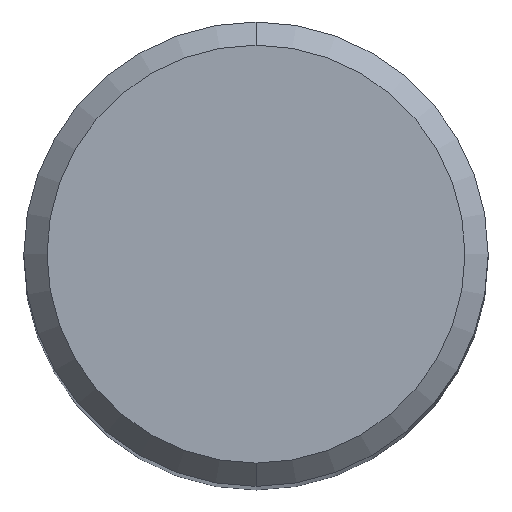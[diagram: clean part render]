
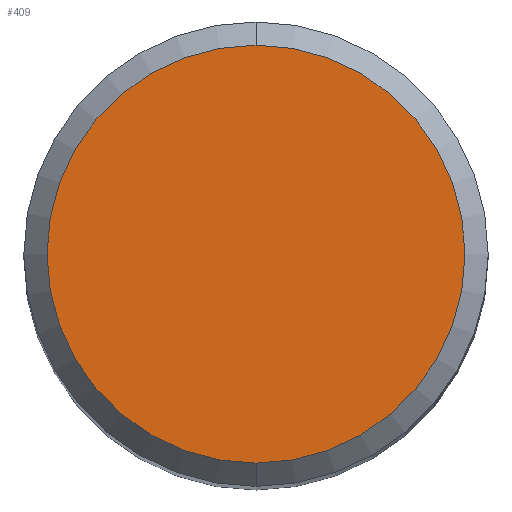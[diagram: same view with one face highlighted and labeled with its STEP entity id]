
A CAD part, top view. The second image highlights one B-rep face of the part: STEP entity #409.
In plain terms, the highlighted planar face has unit normal (0, 0, 1).
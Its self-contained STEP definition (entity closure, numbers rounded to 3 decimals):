
#409=ADVANCED_FACE('',(#1004),#1005,.T.);
#457=VERTEX_POINT('',#1055);
#605=VERTEX_POINT('',#1218);
#807=EDGE_CURVE('',#605,#457,#1440,.T.);
#815=EDGE_CURVE('',#457,#605,#1449,.T.);
#1004=FACE_OUTER_BOUND('',#2595,.T.);
#1005=PLANE('',#2596);
#1055=CARTESIAN_POINT('',(0.,-5.4,0.0));
#1218=CARTESIAN_POINT('',(0.0,5.4,0.0));
#1440=CIRCLE('',#5120,5.4);
#1449=CIRCLE('',#5154,5.4);
#2595=EDGE_LOOP('',(#6105,#6106));
#2596=AXIS2_PLACEMENT_3D('',#6107,#6108,#6109);
#5120=AXIS2_PLACEMENT_3D('',#6543,#6544,#6545);
#5154=AXIS2_PLACEMENT_3D('',#6557,#6558,#6559);
#6105=ORIENTED_EDGE('',*,*,#807,.F.);
#6106=ORIENTED_EDGE('',*,*,#815,.F.);
#6107=CARTESIAN_POINT('',(0.0,2.7,0.0));
#6108=DIRECTION('',(-0.0,0.0,1.0));
#6109=DIRECTION('',(0.0,-1.0,0.0));
#6543=CARTESIAN_POINT('',(0.0,0.0,0.0));
#6544=DIRECTION('',(0.0,0.0,-1.0));
#6545=DIRECTION('',(0.0,1.0,0.0));
#6557=CARTESIAN_POINT('',(0.0,0.0,0.0));
#6558=DIRECTION('',(0.0,0.0,-1.0));
#6559=DIRECTION('',(0.0,1.0,0.0));
